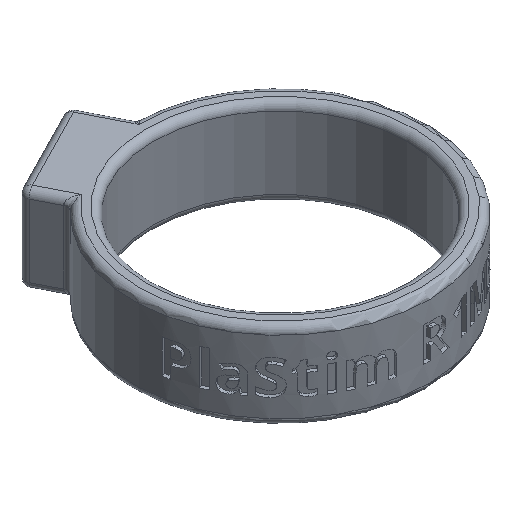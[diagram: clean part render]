
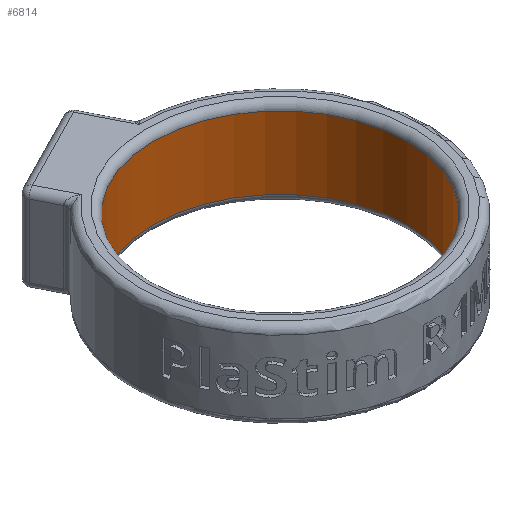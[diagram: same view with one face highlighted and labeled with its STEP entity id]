
A CAD part, isometric view. The second image highlights one B-rep face of the part: STEP entity #6814.
In plain terms, the highlighted cylindrical face has radius 17.5 mm (diameter 35 mm), a full revolution.
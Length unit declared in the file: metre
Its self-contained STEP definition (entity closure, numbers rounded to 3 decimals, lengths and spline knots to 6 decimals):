
#1417=CIRCLE('',#7297,0.0175);
#1418=CIRCLE('',#7299,0.0175);
#3445=ORIENTED_EDGE('',*,*,#4474,.T.);
#3446=ORIENTED_EDGE('',*,*,#4477,.F.);
#4474=EDGE_CURVE('',#5150,#5150,#1417,.T.);
#4477=EDGE_CURVE('',#5152,#5152,#1418,.T.);
#5150=VERTEX_POINT('',#13015);
#5152=VERTEX_POINT('',#13021);
#5930=EDGE_LOOP('',(#3445));
#5931=EDGE_LOOP('',(#3446));
#6356=FACE_BOUND('',#5930,.T.);
#6357=FACE_BOUND('',#5931,.T.);
#6434=CYLINDRICAL_SURFACE('',#7300,0.0175);
#6814=ADVANCED_FACE('',(#6356,#6357),#6434,.F.);
#7297=AXIS2_PLACEMENT_3D('',#13014,#8643,#8644);
#7299=AXIS2_PLACEMENT_3D('',#13020,#8649,#8650);
#7300=AXIS2_PLACEMENT_3D('',#13022,#8651,#8652);
#8643=DIRECTION('',(0.,0.,1.));
#8644=DIRECTION('',(1.,0.,0.));
#8649=DIRECTION('',(0.,0.,1.));
#8650=DIRECTION('',(1.,0.,0.));
#8651=DIRECTION('',(0.,0.,-1.));
#8652=DIRECTION('',(-1.,0.,0.));
#13014=CARTESIAN_POINT('',(0.,0.,0.005));
#13015=CARTESIAN_POINT('',(0.0175,0.,0.005));
#13020=CARTESIAN_POINT('',(0.,0.,-0.005));
#13021=CARTESIAN_POINT('',(0.0175,0.,-0.005));
#13022=CARTESIAN_POINT('',(0.,0.,0.005));
